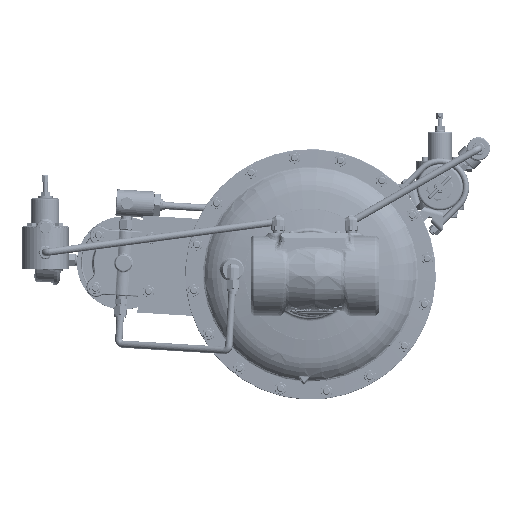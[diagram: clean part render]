
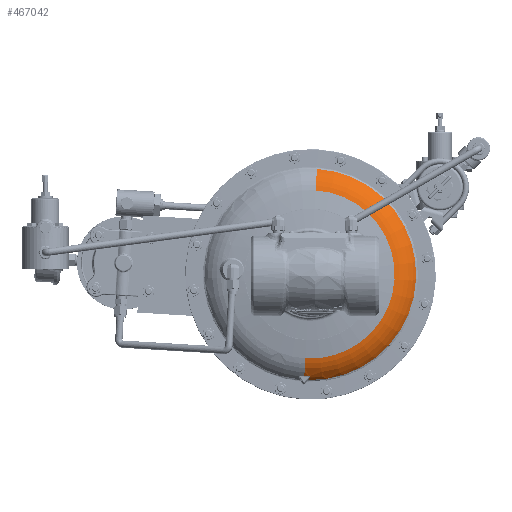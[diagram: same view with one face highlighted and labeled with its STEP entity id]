
A CAD part, front view. The second image highlights one B-rep face of the part: STEP entity #467042.
In plain terms, the highlighted toroidal (fillet/blend) face has major radius 101.323 mm and minor radius 46.038 mm.
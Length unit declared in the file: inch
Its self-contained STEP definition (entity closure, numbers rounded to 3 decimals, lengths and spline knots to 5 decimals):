
#7256 = CARTESIAN_POINT ( 'NONE',  ( -0.32498, 9.48147, -5.1664 ) ) ;
#7611 = CARTESIAN_POINT ( 'NONE',  ( -0.26599, 9.49259, -5.17894 ) ) ;
#12132 = VERTEX_POINT ( 'NONE', #7256 ) ;
#22105 = B_SPLINE_CURVE_WITH_KNOTS ( 'NONE', 3,
 ( #226731, #315391, #384089, #267328 ),
 .UNSPECIFIED., .F., .F.,
 ( 4, 4 ),
 ( 0., 0.0042 ),
 .UNSPECIFIED. ) ;
#22663 = CARTESIAN_POINT ( 'NONE',  ( -0.23839, 9.52362, -5.21069 ) ) ;
#26685 = CIRCLE ( 'NONE', #326764, 4.33036 ) ;
#29286 = DIRECTION ( 'NONE',  ( 0., -1., 0. ) ) ;
#34303 = FACE_OUTER_BOUND ( 'NONE', #68042, .T. ) ;
#45614 = CARTESIAN_POINT ( 'NONE',  ( -0.31605, 9.48147, -5.16658 ) ) ;
#47209 = DIRECTION ( 'NONE',  ( 0.061, 0., 0.998 ) ) ;
#58176 = CARTESIAN_POINT ( 'NONE',  ( -0.245, 9.56773, -5.25299 ) ) ;
#62045 = CARTESIAN_POINT ( 'NONE',  ( -0.22001, 9.70637, 0.06491 ) ) ;
#68042 = EDGE_LOOP ( 'NONE', ( #396592, #300018, #200387, #476106, #406197, #216365, #458032, #182551 ) ) ;
#69924 = DIRECTION ( 'NONE',  ( 0.061, 0., 0.998 ) ) ;
#70433 = CARTESIAN_POINT ( 'NONE',  ( -0.4617, 10.80037, -3.91687 ) ) ;
#70689 = VERTEX_POINT ( 'NONE', #80790 ) ;
#71057 = VERTEX_POINT ( 'NONE', #371130 ) ;
#80790 = CARTESIAN_POINT ( 'NONE',  ( -0.25937, 9.59178, -5.27478 ) ) ;
#89147 = EDGE_CURVE ( 'NONE', #372245, #326959, #424865, .T. ) ;
#91196 = CARTESIAN_POINT ( 'NONE',  ( -0.53703, 9.48147, -5.15784 ) ) ;
#118425 = DIRECTION ( 'NONE',  ( 0.061, 0., 0.998 ) ) ;
#118715 = AXIS2_PLACEMENT_3D ( 'NONE', #70433, #380125, #47209 ) ;
#119425 = CARTESIAN_POINT ( 'NONE',  ( -0.28986, 9.48448, -5.17017 ) ) ;
#123827 = VERTEX_POINT ( 'NONE', #252369 ) ;
#124450 = CARTESIAN_POINT ( 'NONE',  ( -0.25603, 9.49866, -5.18532 ) ) ;
#126656 = DIRECTION ( 'NONE',  ( -0.061, 0., -0.998 ) ) ;
#127594 = AXIS2_PLACEMENT_3D ( 'NONE', #245879, #398189, #126656 ) ;
#138976 = CARTESIAN_POINT ( 'NONE',  ( 0.10923, 9.70637, 5.48914 ) ) ;
#143517 = AXIS2_PLACEMENT_3D ( 'NONE', #280052, #477804, #434734 ) ;
#160303 = CIRCLE ( 'NONE', #127594, 5.23236 ) ;
#160666 = EDGE_CURVE ( 'NONE', #71057, #372245, #473194, .T. ) ;
#168615 = EDGE_CURVE ( 'NONE', #322198, #323811, #207861, .T. ) ;
#170114 = CARTESIAN_POINT ( 'NONE',  ( -0.24353, 9.51152, -5.19855 ) ) ;
#177643 = CARTESIAN_POINT ( 'NONE',  ( -0.24236, 9.56151, -5.2472 ) ) ;
#182551 = ORIENTED_EDGE ( 'NONE', *, *, #387910, .F. ) ;
#197707 = AXIS2_PLACEMENT_3D ( 'NONE', #62045, #336197, #490914 ) ;
#200387 = ORIENTED_EDGE ( 'NONE', *, *, #339454, .T. ) ;
#207861 = CIRCLE ( 'NONE', #118715, 1.8125 ) ;
#208075 = CARTESIAN_POINT ( 'NONE',  ( -0.23859, 9.54899, -5.23539 ) ) ;
#212980 = EDGE_CURVE ( 'NONE', #123827, #326959, #26685, .T. ) ;
#214033 = AXIS2_PLACEMENT_3D ( 'NONE', #440162, #402204, #288055 ) ;
#216365 = ORIENTED_EDGE ( 'NONE', *, *, #89147, .T. ) ;
#226731 = CARTESIAN_POINT ( 'NONE',  ( -0.25937, 9.59178, -5.27478 ) ) ;
#234695 = TOROIDAL_SURFACE ( 'NONE', #356045, 3.98911, 1.8125 ) ;
#245879 = CARTESIAN_POINT ( 'NONE',  ( -0.22001, 9.48147, 0.06491 ) ) ;
#251196 = CARTESIAN_POINT ( 'NONE',  ( -0.23736, 9.52986, -5.21686 ) ) ;
#252369 = CARTESIAN_POINT ( 'NONE',  ( 4.10239, 9.02028, -0.19745 ) ) ;
#267328 = CARTESIAN_POINT ( 'NONE',  ( -0.33331, 9.70637, -5.36812 ) ) ;
#267826 = CARTESIAN_POINT ( 'NONE',  ( -0.22001, 10.80037, 0.06491 ) ) ;
#274252 = CARTESIAN_POINT ( 'NONE',  ( -0.28138, 9.48646, -5.17237 ) ) ;
#279276 = CARTESIAN_POINT ( 'NONE',  ( -0.24762, 9.50589, -5.19281 ) ) ;
#280052 = CARTESIAN_POINT ( 'NONE',  ( -0.22001, 9.02028, 0.06491 ) ) ;
#288055 = DIRECTION ( 'NONE',  ( -0.061, 0., -0.998 ) ) ;
#289551 = CIRCLE ( 'NONE', #143517, 4.33036 ) ;
#300018 = ORIENTED_EDGE ( 'NONE', *, *, #311791, .T. ) ;
#311791 = EDGE_CURVE ( 'NONE', #322198, #12132, #160303, .T. ) ;
#315391 = CARTESIAN_POINT ( 'NONE',  ( -0.28538, 9.62809, -5.30709 ) ) ;
#318857 = DIRECTION ( 'NONE',  ( 0., -1., 0. ) ) ;
#319830 = CARTESIAN_POINT ( 'NONE',  ( -0.30723, 9.48199, -5.16728 ) ) ;
#322198 = VERTEX_POINT ( 'NONE', #91196 ) ;
#323148 = CARTESIAN_POINT ( 'NONE',  ( 0.04235, 9.02028, 4.38732 ) ) ;
#323811 = VERTEX_POINT ( 'NONE', #352706 ) ;
#326764 = AXIS2_PLACEMENT_3D ( 'NONE', #475995, #318857, #118425 ) ;
#326959 = VERTEX_POINT ( 'NONE', #323148 ) ;
#336197 = DIRECTION ( 'NONE',  ( 0., -1., 0. ) ) ;
#339454 = EDGE_CURVE ( 'NONE', #12132, #70689, #354555, .T. ) ;
#352706 = CARTESIAN_POINT ( 'NONE',  ( -0.48238, 9.02028, -4.2575 ) ) ;
#354555 = B_SPLINE_CURVE_WITH_KNOTS ( 'NONE', 3,
 ( #467030, #45614, #319830, #119425, #274252, #355358, #7611, #472017, #124450, #279276, #170114, #22663, #251196, #487082, #208075, #177643, #58176, #400997, #362867, #479572 ),
 .UNSPECIFIED., .F., .F.,
 ( 4, 2, 2, 2, 2, 2, 2, 2, 2, 4 ),
 ( 0., 0.00068, 0.00135, 0.00169, 0.00203, 0.0027, 0.00338, 0.00405, 0.00473, 0.0054 ),
 .UNSPECIFIED. ) ;
#355358 = CARTESIAN_POINT ( 'NONE',  ( -0.26974, 9.49086, -5.1771 ) ) ;
#356045 = AXIS2_PLACEMENT_3D ( 'NONE', #267826, #29286, #69924 ) ;
#362867 = CARTESIAN_POINT ( 'NONE',  ( -0.25518, 9.58592, -5.26957 ) ) ;
#371130 = CARTESIAN_POINT ( 'NONE',  ( -0.33331, 9.70637, -5.36812 ) ) ;
#372245 = VERTEX_POINT ( 'NONE', #138976 ) ;
#380125 = DIRECTION ( 'NONE',  ( -0.998, 0., 0.061 ) ) ;
#384089 = CARTESIAN_POINT ( 'NONE',  ( -0.31007, 9.66628, -5.33825 ) ) ;
#384268 = EDGE_CURVE ( 'NONE', #70689, #71057, #22105, .T. ) ;
#387910 = EDGE_CURVE ( 'NONE', #323811, #123827, #289551, .T. ) ;
#396592 = ORIENTED_EDGE ( 'NONE', *, *, #168615, .F. ) ;
#398189 = DIRECTION ( 'NONE',  ( 0., -1., 0. ) ) ;
#400997 = CARTESIAN_POINT ( 'NONE',  ( -0.25142, 9.57995, -5.26418 ) ) ;
#402204 = DIRECTION ( 'NONE',  ( 0.998, 0., -0.061 ) ) ;
#406197 = ORIENTED_EDGE ( 'NONE', *, *, #160666, .T. ) ;
#424865 = CIRCLE ( 'NONE', #214033, 1.8125 ) ;
#434734 = DIRECTION ( 'NONE',  ( 0.061, 0., 0.998 ) ) ;
#440162 = CARTESIAN_POINT ( 'NONE',  ( 0.02167, 10.80037, 4.04669 ) ) ;
#458032 = ORIENTED_EDGE ( 'NONE', *, *, #212980, .F. ) ;
#467030 = CARTESIAN_POINT ( 'NONE',  ( -0.32498, 9.48147, -5.1664 ) ) ;
#467042 = ADVANCED_FACE ( 'NONE', ( #34303 ), #234695, .T. ) ;
#472017 = CARTESIAN_POINT ( 'NONE',  ( -0.25915, 9.49649, -5.18305 ) ) ;
#473194 = CIRCLE ( 'NONE', #197707, 5.43421 ) ;
#475995 = CARTESIAN_POINT ( 'NONE',  ( -0.22001, 9.02028, 0.06491 ) ) ;
#476106 = ORIENTED_EDGE ( 'NONE', *, *, #384268, .T. ) ;
#477804 = DIRECTION ( 'NONE',  ( 0., -1., 0. ) ) ;
#479572 = CARTESIAN_POINT ( 'NONE',  ( -0.25937, 9.59178, -5.27478 ) ) ;
#487082 = CARTESIAN_POINT ( 'NONE',  ( -0.23745, 9.54264, -5.2293 ) ) ;
#490914 = DIRECTION ( 'NONE',  ( -0.061, 0., -0.998 ) ) ;
